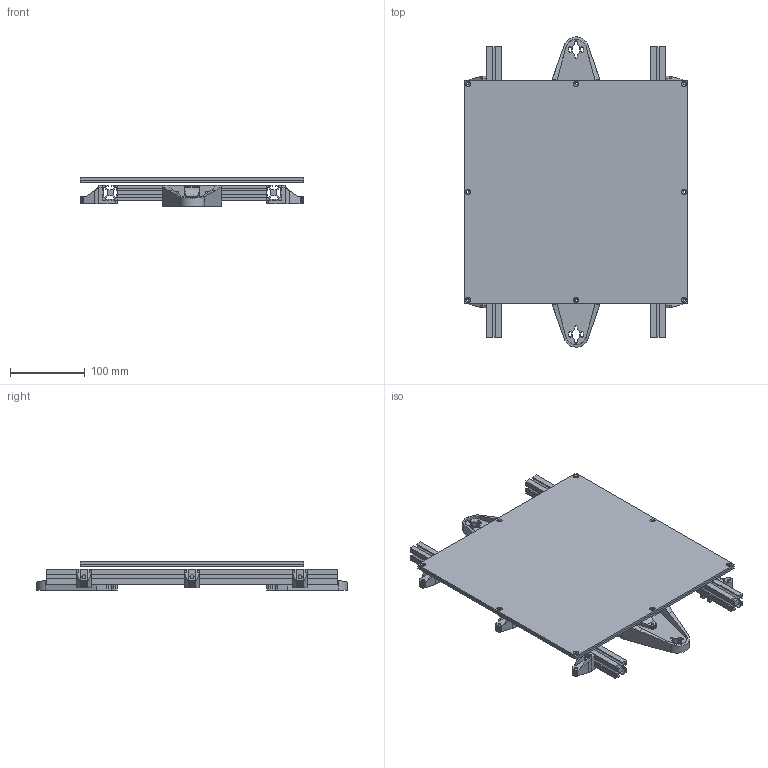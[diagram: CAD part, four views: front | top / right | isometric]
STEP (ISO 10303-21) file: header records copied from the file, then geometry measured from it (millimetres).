
FILE_DESCRIPTION(/* description */ (''),/* implementation_level */ '2;1');
FILE_NAME(/* name */ 'Bed-Plane v14.step',/* time_stamp */ '2020-10-20T11:42:23+02:00',/* author */ (''),/* organization */ (''),/* preprocessor_version */ 'ST-DEVELOPER v18.1',/* originating_system */ 'Autodesk Translation Framework v9.3.0.1241',/* authorisation */ '');
FILE_SCHEMA (('AUTOMOTIVE_DESIGN { 1 0 10303 214 3 1 1 }'));
Length unit declared in the file: millimetre
Products named in the file (6): Bed-Plane; Heatbed; Extrusion 20x20x390; Extrusion 20x20x200; Bed Bracket; Lead Screw Holder
Assembly tree (14 placements, depth 2):
  Bed-Plane
    Heatbed
    Extrusion 20x20x390  x2
    Extrusion 20x20x200  x3
    Bed Bracket  x6
    Lead Screw Holder  x2
Bounding box: 300 x 416.11 x 38 mm (x, y, z)
Volume: 993299.8 mm3; surface area: 681702.2 mm2
Topology: 15 solids, 15 shells, 924 faces, 2626 edges, 1736 vertices
Faces by surface type: plane 662, cylinder 206, cone 44, bspline 12
Full cylindrical faces by diameter (mm): 3.6 x8, 4 x16, 4.4 x4, 5.4 x6
Entity records: 10402 total; most frequent: CARTESIAN_POINT 2013, ORIENTED_EDGE 1734, DIRECTION 1673, EDGE_CURVE 867, LINE 655, VECTOR 655, VERTEX_POINT 572, AXIS2_PLACEMENT_3D 509
